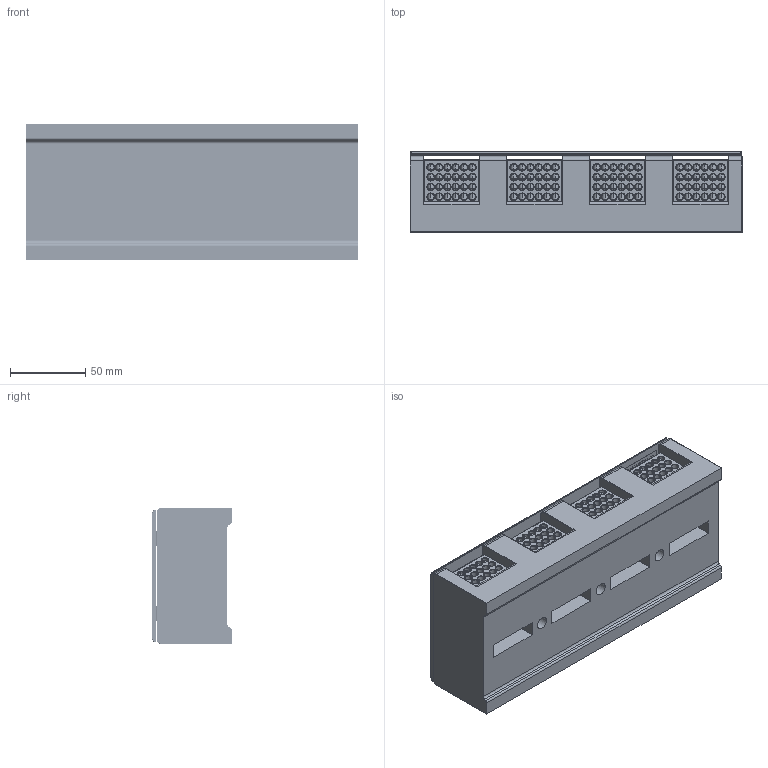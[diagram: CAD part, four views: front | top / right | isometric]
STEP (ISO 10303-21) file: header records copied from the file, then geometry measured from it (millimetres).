
FILE_DESCRIPTION((''),'2;1');
FILE_NAME('5YB574860_SW0001','2023-07-19T',('Administrator'),(''),'PRO/ENGINEER BY PARAMETRIC TECHNOLOGY CORPORATION, 2013230','PRO/ENGINEER BY PARAMETRIC TECHNOLOGY CORPORATION, 2013230','');
FILE_SCHEMA(('CONFIG_CONTROL_DESIGN'));
Products named in the file (1): 5YB574860_SW0001
Bounding box: 220 x 53 x 90 mm (x, y, z)
Volume: 686754.3 mm3; surface area: 190421.6 mm2
Topology: 1 solids, 1 shells, 4049 faces, 11149 edges, 6866 vertices
Faces by surface type: plane 2135, cylinder 818, cone 580, bspline 264, sphere 208, torus 44
Entity records: 160391 total; most frequent: CARTESIAN_POINT 61498, ORIENTED_EDGE 21674, DIRECTION 18728, EDGE_CURVE 10837, VERTEX_POINT 6866, VECTOR 6286, LINE 6286, AXIS2_PLACEMENT_3D 6221
